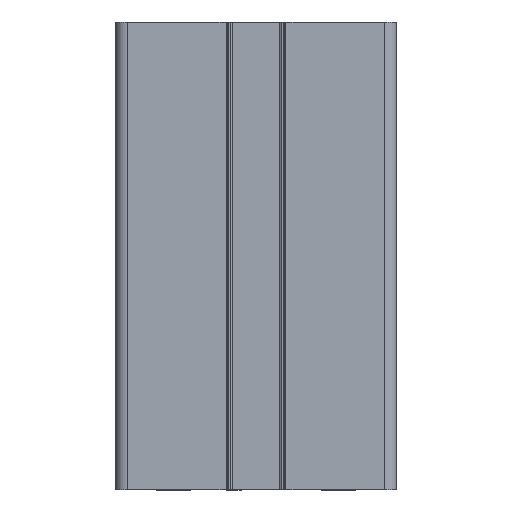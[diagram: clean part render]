
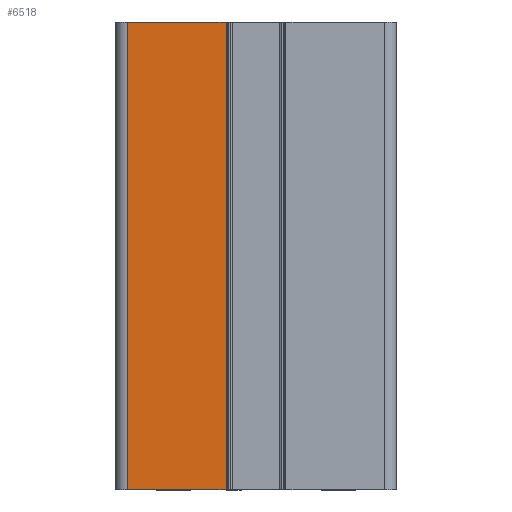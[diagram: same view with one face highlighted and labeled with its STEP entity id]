
A CAD part, left-side view. The second image highlights one B-rep face of the part: STEP entity #6518.
In plain terms, the highlighted planar face has unit normal (-1, 0, 0).
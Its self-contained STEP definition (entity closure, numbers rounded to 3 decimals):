
#780 = CARTESIAN_POINT ( 'NONE',  ( 7208.516, 3416.19, 100. ) ) ;
#1671 = EDGE_CURVE ( 'NONE', #3368, #2064, #14322, .T. ) ;
#1706 = EDGE_CURVE ( 'NONE', #2478, #2064, #14337, .T. ) ;
#1724 = CARTESIAN_POINT ( 'NONE',  ( 7208.516, 3395.09, 100. ) ) ;
#2064 = VERTEX_POINT ( 'NONE', #13627 ) ;
#2122 = EDGE_CURVE ( 'NONE', #2314, #3368, #12100, .T. ) ;
#2314 = VERTEX_POINT ( 'NONE', #13172 ) ;
#2478 = VERTEX_POINT ( 'NONE', #8962 ) ;
#2554 = ORIENTED_EDGE ( 'NONE', *, *, #1706, .T. ) ;
#3368 = VERTEX_POINT ( 'NONE', #5241 ) ;
#3770 = FACE_OUTER_BOUND ( 'NONE', #7263, .T. ) ;
#5241 = CARTESIAN_POINT ( 'NONE',  ( 7208.516, 3395.09, 100. ) ) ;
#6518 = ADVANCED_FACE ( 'NONE', ( #3770 ), #13455, .F. ) ;
#7263 = EDGE_LOOP ( 'NONE', ( #13500, #13940, #14393, #2554 ) ) ;
#8142 = DIRECTION ( 'NONE',  ( 0., 0., -1. ) ) ;
#8962 = CARTESIAN_POINT ( 'NONE',  ( 7208.516, 3416.19, 0. ) ) ;
#10048 = EDGE_CURVE ( 'NONE', #2478, #2314, #14242, .T. ) ;
#10303 = AXIS2_PLACEMENT_3D ( 'NONE', #13314, #13250, #13171 ) ;
#10826 = DIRECTION ( 'NONE',  ( 0., 0., 1. ) ) ;
#12082 = VECTOR ( 'NONE', #14511, 1000. ) ;
#12100 = LINE ( 'NONE', #14085, #12082 ) ;
#13171 = DIRECTION ( 'NONE',  ( 0., 0., -1. ) ) ;
#13172 = CARTESIAN_POINT ( 'NONE',  ( 7208.516, 3416.19, 100. ) ) ;
#13250 = DIRECTION ( 'NONE',  ( 1., 0., 0. ) ) ;
#13314 = CARTESIAN_POINT ( 'NONE',  ( 7208.516, 3416.19, 100. ) ) ;
#13455 = PLANE ( 'NONE',  #10303 ) ;
#13500 = ORIENTED_EDGE ( 'NONE', *, *, #1671, .F. ) ;
#13627 = CARTESIAN_POINT ( 'NONE',  ( 7208.516, 3395.09, 0. ) ) ;
#13911 = CARTESIAN_POINT ( 'NONE',  ( 7208.516, 3416.19, 0. ) ) ;
#13940 = ORIENTED_EDGE ( 'NONE', *, *, #2122, .F. ) ;
#14058 = VECTOR ( 'NONE', #10826, 1000. ) ;
#14085 = CARTESIAN_POINT ( 'NONE',  ( 7208.516, 3382.29, 100. ) ) ;
#14098 = VECTOR ( 'NONE', #14219, 1000. ) ;
#14219 = DIRECTION ( 'NONE',  ( 0., -1., 0. ) ) ;
#14242 = LINE ( 'NONE', #780, #14058 ) ;
#14292 = VECTOR ( 'NONE', #8142, 1000. ) ;
#14322 = LINE ( 'NONE', #1724, #14292 ) ;
#14337 = LINE ( 'NONE', #13911, #14098 ) ;
#14393 = ORIENTED_EDGE ( 'NONE', *, *, #10048, .F. ) ;
#14511 = DIRECTION ( 'NONE',  ( 0., -1., 0. ) ) ;
